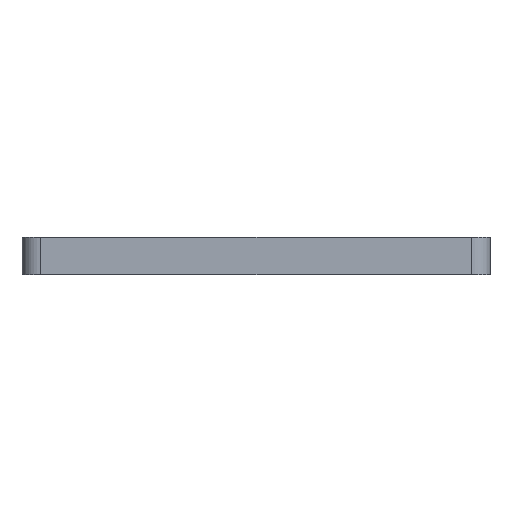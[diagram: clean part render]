
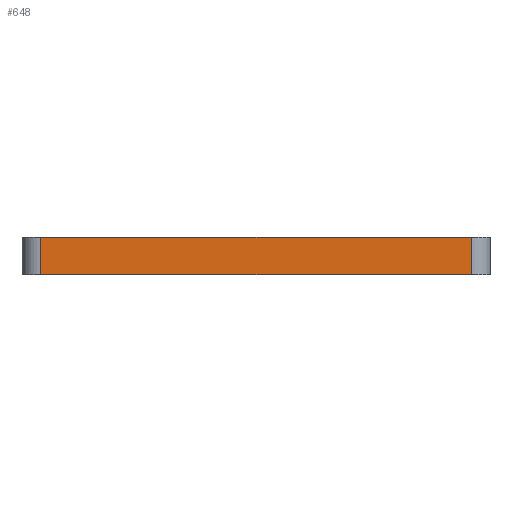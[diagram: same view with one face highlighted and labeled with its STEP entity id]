
A CAD part, left-side view. The second image highlights one B-rep face of the part: STEP entity #648.
In plain terms, the highlighted planar face has unit normal (-1, 0, 0).
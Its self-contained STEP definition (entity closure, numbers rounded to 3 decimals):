
#7 = DIRECTION ( 'NONE',  ( 0., 0., -1. ) ) ;
#13 = DIRECTION ( 'NONE',  ( 1., 0., 0. ) ) ;
#15 = PLANE ( 'NONE',  #294 ) ;
#17 = CARTESIAN_POINT ( 'NONE',  ( 0., 0., 4. ) ) ;
#193 = CARTESIAN_POINT ( 'NONE',  ( 0., 48., 0. ) ) ;
#294 = AXIS2_PLACEMENT_3D ( 'NONE', #17, #13, #7 ) ;
#374 = DIRECTION ( 'NONE',  ( 0., 0., -1. ) ) ;
#376 = CARTESIAN_POINT ( 'NONE',  ( 0., 0., 4. ) ) ;
#384 = CARTESIAN_POINT ( 'NONE',  ( 0., 2., 4. ) ) ;
#386 = CARTESIAN_POINT ( 'NONE',  ( 0., 48., 4. ) ) ;
#396 = DIRECTION ( 'NONE',  ( 0., -1., 0. ) ) ;
#403 = CARTESIAN_POINT ( 'NONE',  ( 0., 0., 0. ) ) ;
#418 = VECTOR ( 'NONE', #374, 1000. ) ;
#421 = VECTOR ( 'NONE', #489, 1000. ) ;
#424 = VECTOR ( 'NONE', #446, 1000. ) ;
#427 = LINE ( 'NONE', #376, #421 ) ;
#428 = VECTOR ( 'NONE', #396, 1000. ) ;
#430 = LINE ( 'NONE', #386, #418 ) ;
#434 = LINE ( 'NONE', #403, #428 ) ;
#438 = LINE ( 'NONE', #384, #424 ) ;
#446 = DIRECTION ( 'NONE',  ( 0., 0., 1. ) ) ;
#489 = DIRECTION ( 'NONE',  ( 0., -1., 0. ) ) ;
#518 = CARTESIAN_POINT ( 'NONE',  ( 0., 48., 4. ) ) ;
#648 = ADVANCED_FACE ( 'NONE', ( #730 ), #15, .F. ) ;
#653 = CARTESIAN_POINT ( 'NONE',  ( 0., 2., 4. ) ) ;
#661 = CARTESIAN_POINT ( 'NONE',  ( 0., 2., 0. ) ) ;
#730 = FACE_OUTER_BOUND ( 'NONE', #1290, .T. ) ;
#906 = VERTEX_POINT ( 'NONE', #661 ) ;
#909 = VERTEX_POINT ( 'NONE', #653 ) ;
#963 = VERTEX_POINT ( 'NONE', #518 ) ;
#1030 = EDGE_CURVE ( 'NONE', #1191, #906, #434, .T. ) ;
#1036 = EDGE_CURVE ( 'NONE', #906, #909, #438, .T. ) ;
#1038 = EDGE_CURVE ( 'NONE', #963, #909, #427, .T. ) ;
#1042 = EDGE_CURVE ( 'NONE', #963, #1191, #430, .T. ) ;
#1116 = ORIENTED_EDGE ( 'NONE', *, *, #1036, .T. ) ;
#1127 = ORIENTED_EDGE ( 'NONE', *, *, #1030, .T. ) ;
#1191 = VERTEX_POINT ( 'NONE', #193 ) ;
#1290 = EDGE_LOOP ( 'NONE', ( #1127, #1116, #1375, #1349 ) ) ;
#1349 = ORIENTED_EDGE ( 'NONE', *, *, #1042, .T. ) ;
#1375 = ORIENTED_EDGE ( 'NONE', *, *, #1038, .F. ) ;
